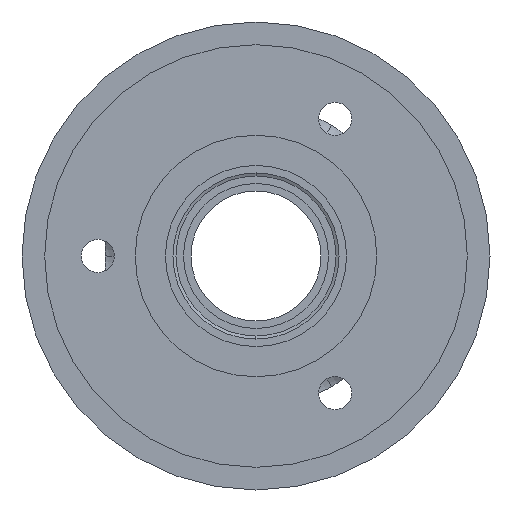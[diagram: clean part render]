
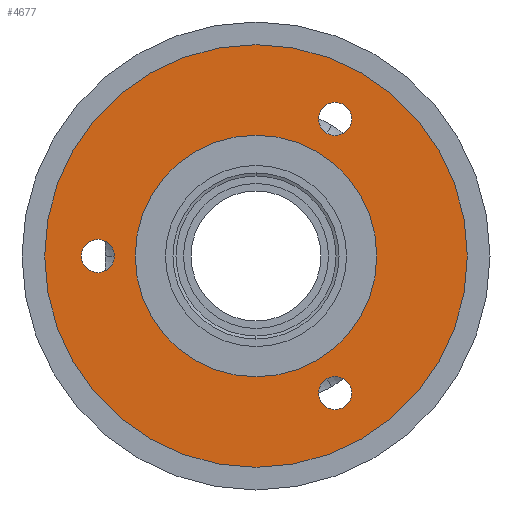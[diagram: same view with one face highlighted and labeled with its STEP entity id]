
A CAD part, left-side view. The second image highlights one B-rep face of the part: STEP entity #4677.
In plain terms, the highlighted planar face has unit normal (-1, 0, 0).
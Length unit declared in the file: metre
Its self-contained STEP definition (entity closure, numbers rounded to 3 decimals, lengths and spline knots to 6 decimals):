
#31 = DIRECTION ( 'NONE',  ( 1., 0., 0. ) ) ;
#111 = CIRCLE ( 'NONE', #5876, 0.0055 ) ;
#169 = FACE_BOUND ( 'NONE', #1319, .T. ) ;
#194 = EDGE_CURVE ( 'NONE', #3429, #772, #1915, .T. ) ;
#205 = EDGE_LOOP ( 'NONE', ( #1776, #1625 ) ) ;
#262 = VERTEX_POINT ( 'NONE', #1521 ) ;
#336 = EDGE_CURVE ( 'NONE', #3674, #4710, #5790, .T. ) ;
#444 = CARTESIAN_POINT ( 'NONE',  ( 0.005, -0.0262, -0.03988 ) ) ;
#519 = DIRECTION ( 'NONE',  ( 0., 1., 0. ) ) ;
#548 = ORIENTED_EDGE ( 'NONE', *, *, #3237, .F. ) ;
#583 = DIRECTION ( 'NONE',  ( 0., -1., 0. ) ) ;
#593 = DIRECTION ( 'NONE',  ( 0., 1., 0. ) ) ;
#772 = VERTEX_POINT ( 'NONE', #1508 ) ;
#837 = CARTESIAN_POINT ( 'NONE',  ( 0.005, -0.0262, -0.04538 ) ) ;
#846 = EDGE_LOOP ( 'NONE', ( #5578, #3236 ) ) ;
#915 = CIRCLE ( 'NONE', #4070, 0.07 ) ;
#936 = DIRECTION ( 'NONE',  ( 0., -1., 0. ) ) ;
#956 = CARTESIAN_POINT ( 'NONE',  ( 0.005, 0., 0. ) ) ;
#1034 = CARTESIAN_POINT ( 'NONE',  ( 0.005, 0., 0. ) ) ;
#1058 = EDGE_CURVE ( 'NONE', #1714, #4184, #2726, .T. ) ;
#1218 = AXIS2_PLACEMENT_3D ( 'NONE', #2356, #5575, #3697 ) ;
#1231 = AXIS2_PLACEMENT_3D ( 'NONE', #2419, #5643, #593 ) ;
#1254 = PLANE ( 'NONE',  #1668 ) ;
#1287 = DIRECTION ( 'NONE',  ( 0., 0., 1. ) ) ;
#1319 = EDGE_LOOP ( 'NONE', ( #5414, #3623 ) ) ;
#1495 = AXIS2_PLACEMENT_3D ( 'NONE', #1034, #3305, #583 ) ;
#1508 = CARTESIAN_POINT ( 'NONE',  ( 0.005, -0.0262, -0.05088 ) ) ;
#1521 = CARTESIAN_POINT ( 'NONE',  ( 0.005, 0.0524, -0.0055 ) ) ;
#1569 = CARTESIAN_POINT ( 'NONE',  ( 0.005, 0., -0.04 ) ) ;
#1625 = ORIENTED_EDGE ( 'NONE', *, *, #194, .T. ) ;
#1668 = AXIS2_PLACEMENT_3D ( 'NONE', #2522, #2105, #5398 ) ;
#1714 = VERTEX_POINT ( 'NONE', #3185 ) ;
#1737 = DIRECTION ( 'NONE',  ( 1., 0., 0. ) ) ;
#1742 = EDGE_CURVE ( 'NONE', #4710, #3674, #5945, .T. ) ;
#1776 = ORIENTED_EDGE ( 'NONE', *, *, #3006, .T. ) ;
#1797 = ORIENTED_EDGE ( 'NONE', *, *, #1742, .T. ) ;
#1826 = EDGE_LOOP ( 'NONE', ( #5977, #548 ) ) ;
#1862 = EDGE_CURVE ( 'NONE', #4184, #1714, #915, .T. ) ;
#1915 = CIRCLE ( 'NONE', #5828, 0.0055 ) ;
#2105 = DIRECTION ( 'NONE',  ( 1., 0., 0. ) ) ;
#2113 = EDGE_CURVE ( 'NONE', #3637, #4315, #2917, .T. ) ;
#2204 = DIRECTION ( 'NONE',  ( 0., 1., 0. ) ) ;
#2244 = VERTEX_POINT ( 'NONE', #4151 ) ;
#2356 = CARTESIAN_POINT ( 'NONE',  ( 0.005, -0.0262, 0.04538 ) ) ;
#2419 = CARTESIAN_POINT ( 'NONE',  ( 0.005, -0.0262, 0.04538 ) ) ;
#2506 = CARTESIAN_POINT ( 'NONE',  ( 0.005, -0.0262, 0.05088 ) ) ;
#2522 = CARTESIAN_POINT ( 'NONE',  ( 0.005, 0.064, 0. ) ) ;
#2689 = CIRCLE ( 'NONE', #4871, 0.0055 ) ;
#2726 = CIRCLE ( 'NONE', #1495, 0.07 ) ;
#2757 = CARTESIAN_POINT ( 'NONE',  ( 0.005, 0.0524, 0. ) ) ;
#2907 = CARTESIAN_POINT ( 'NONE',  ( 0.005, 0., 0.04 ) ) ;
#2917 = CIRCLE ( 'NONE', #4675, 0.04 ) ;
#2950 = ORIENTED_EDGE ( 'NONE', *, *, #336, .T. ) ;
#2965 = CARTESIAN_POINT ( 'NONE',  ( 0.005, -0.07, 0. ) ) ;
#3006 = EDGE_CURVE ( 'NONE', #772, #3429, #4743, .T. ) ;
#3123 = EDGE_CURVE ( 'NONE', #262, #2244, #111, .T. ) ;
#3148 = DIRECTION ( 'NONE',  ( 0., 1., 0. ) ) ;
#3162 = DIRECTION ( 'NONE',  ( -1., 0., 0. ) ) ;
#3185 = CARTESIAN_POINT ( 'NONE',  ( 0.005, 0.07, 0. ) ) ;
#3236 = ORIENTED_EDGE ( 'NONE', *, *, #1058, .T. ) ;
#3237 = EDGE_CURVE ( 'NONE', #4315, #3637, #4306, .T. ) ;
#3305 = DIRECTION ( 'NONE',  ( -1., 0., 0. ) ) ;
#3418 = FACE_BOUND ( 'NONE', #1826, .T. ) ;
#3429 = VERTEX_POINT ( 'NONE', #444 ) ;
#3547 = FACE_BOUND ( 'NONE', #4491, .T. ) ;
#3623 = ORIENTED_EDGE ( 'NONE', *, *, #4492, .T. ) ;
#3637 = VERTEX_POINT ( 'NONE', #2907 ) ;
#3651 = DIRECTION ( 'NONE',  ( -1., 0., 0. ) ) ;
#3674 = VERTEX_POINT ( 'NONE', #2506 ) ;
#3697 = DIRECTION ( 'NONE',  ( 0., 1., 0. ) ) ;
#4013 = DIRECTION ( 'NONE',  ( 0., 1., 0. ) ) ;
#4053 = DIRECTION ( 'NONE',  ( 1., 0., 0. ) ) ;
#4070 = AXIS2_PLACEMENT_3D ( 'NONE', #956, #3651, #936 ) ;
#4087 = CARTESIAN_POINT ( 'NONE',  ( 0.005, 0., 0. ) ) ;
#4151 = CARTESIAN_POINT ( 'NONE',  ( 0.005, 0.0524, 0.0055 ) ) ;
#4184 = VERTEX_POINT ( 'NONE', #2965 ) ;
#4259 = DIRECTION ( 'NONE',  ( -1., 0., 0. ) ) ;
#4283 = CARTESIAN_POINT ( 'NONE',  ( 0.005, 0., 0. ) ) ;
#4306 = CIRCLE ( 'NONE', #5737, 0.04 ) ;
#4315 = VERTEX_POINT ( 'NONE', #1569 ) ;
#4491 = EDGE_LOOP ( 'NONE', ( #1797, #2950 ) ) ;
#4492 = EDGE_CURVE ( 'NONE', #2244, #262, #2689, .T. ) ;
#4611 = FACE_OUTER_BOUND ( 'NONE', #846, .T. ) ;
#4661 = DIRECTION ( 'NONE',  ( 0., 0., 1. ) ) ;
#4675 = AXIS2_PLACEMENT_3D ( 'NONE', #4087, #3162, #1287 ) ;
#4677 = ADVANCED_FACE ( 'NONE', ( #5050, #3547, #169, #4611, #3418 ), #1254, .F. ) ;
#4710 = VERTEX_POINT ( 'NONE', #5375 ) ;
#4743 = CIRCLE ( 'NONE', #5455, 0.0055 ) ;
#4871 = AXIS2_PLACEMENT_3D ( 'NONE', #5873, #5855, #4013 ) ;
#5050 = FACE_BOUND ( 'NONE', #205, .T. ) ;
#5375 = CARTESIAN_POINT ( 'NONE',  ( 0.005, -0.0262, 0.03988 ) ) ;
#5398 = DIRECTION ( 'NONE',  ( 0., 1., 0. ) ) ;
#5414 = ORIENTED_EDGE ( 'NONE', *, *, #3123, .T. ) ;
#5436 = CARTESIAN_POINT ( 'NONE',  ( 0.005, -0.0262, -0.04538 ) ) ;
#5455 = AXIS2_PLACEMENT_3D ( 'NONE', #5436, #4053, #3148 ) ;
#5575 = DIRECTION ( 'NONE',  ( 1., 0., 0. ) ) ;
#5578 = ORIENTED_EDGE ( 'NONE', *, *, #1862, .T. ) ;
#5643 = DIRECTION ( 'NONE',  ( 1., 0., 0. ) ) ;
#5737 = AXIS2_PLACEMENT_3D ( 'NONE', #4283, #4259, #4661 ) ;
#5790 = CIRCLE ( 'NONE', #1231, 0.0055 ) ;
#5828 = AXIS2_PLACEMENT_3D ( 'NONE', #837, #1737, #2204 ) ;
#5855 = DIRECTION ( 'NONE',  ( 1., 0., 0. ) ) ;
#5873 = CARTESIAN_POINT ( 'NONE',  ( 0.005, 0.0524, 0. ) ) ;
#5876 = AXIS2_PLACEMENT_3D ( 'NONE', #2757, #31, #519 ) ;
#5945 = CIRCLE ( 'NONE', #1218, 0.0055 ) ;
#5977 = ORIENTED_EDGE ( 'NONE', *, *, #2113, .F. ) ;
